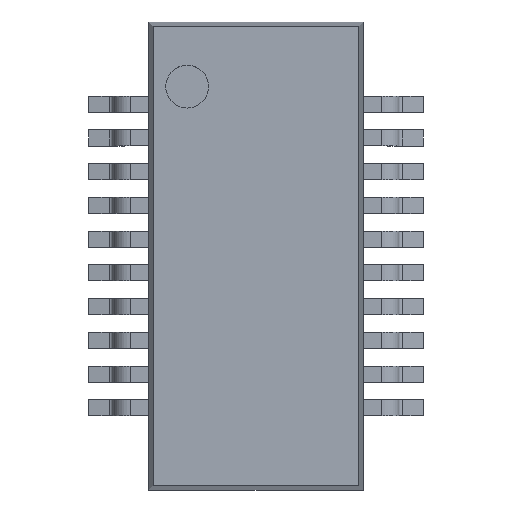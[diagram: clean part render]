
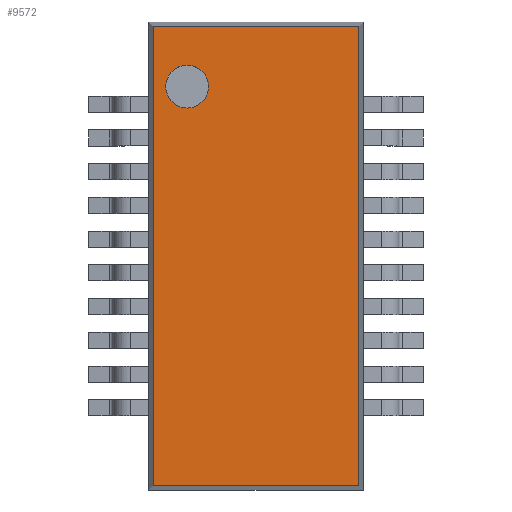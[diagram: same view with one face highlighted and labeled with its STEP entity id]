
A CAD part, top view. The second image highlights one B-rep face of the part: STEP entity #9572.
In plain terms, the highlighted planar face has unit normal (0, 0, 1).
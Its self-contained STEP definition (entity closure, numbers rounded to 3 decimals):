
#9379=CARTESIAN_POINT('',(-0.885,3.163,1.75));
#9380=VERTEX_POINT('',#9379);
#9389=CARTESIAN_POINT('',(-1.685,3.163,1.75));
#9390=VERTEX_POINT('',#9389);
#9391=CARTESIAN_POINT('',(-1.285,3.163,1.75));
#9392=DIRECTION('',(0.0,0.0,-1.0));
#9393=DIRECTION('',(1.0,0.0,0.0));
#9394=AXIS2_PLACEMENT_3D('',#9391,#9392,#9393);
#9395=CIRCLE('',#9394,0.4);
#9396=EDGE_CURVE('',#9390,#9380,#9395,.T.);
#9421=CARTESIAN_POINT('',(1.918,4.288,1.75));
#9422=VERTEX_POINT('',#9421);
#9431=CARTESIAN_POINT('',(1.918,-4.288,1.75));
#9432=VERTEX_POINT('',#9431);
#9433=CARTESIAN_POINT('',(1.918,-4.288,1.75));
#9434=DIRECTION('',(0.0,1.0,0.0));
#9435=VECTOR('',#9434,8.575);
#9436=LINE('',#9433,#9435);
#9437=EDGE_CURVE('',#9432,#9422,#9436,.T.);
#9462=CARTESIAN_POINT('',(-1.918,-4.288,1.75));
#9463=VERTEX_POINT('',#9462);
#9464=CARTESIAN_POINT('',(-1.918,-4.288,1.75));
#9465=DIRECTION('',(1.0,0.0,0.0));
#9466=VECTOR('',#9465,3.835);
#9467=LINE('',#9464,#9466);
#9468=EDGE_CURVE('',#9432,#9463,#9467,.F.);
#9494=CARTESIAN_POINT('',(-1.918,4.288,1.75));
#9495=VERTEX_POINT('',#9494);
#9509=CARTESIAN_POINT('',(-1.918,4.288,1.75));
#9510=DIRECTION('',(0.0,-1.0,0.0));
#9511=VECTOR('',#9510,8.575);
#9512=LINE('',#9509,#9511);
#9513=EDGE_CURVE('',#9463,#9495,#9512,.F.);
#9532=CARTESIAN_POINT('',(-1.285,3.163,1.75));
#9533=DIRECTION('',(0.0,0.0,-1.0));
#9534=DIRECTION('',(1.0,0.0,0.0));
#9535=AXIS2_PLACEMENT_3D('',#9532,#9533,#9534);
#9536=CIRCLE('',#9535,0.4);
#9537=EDGE_CURVE('',#9380,#9390,#9536,.T.);
#9552=CARTESIAN_POINT('',(1.92,-1.183,1.75));
#9553=DIRECTION('',(0.0,0.0,1.0));
#9554=DIRECTION('',(1.0,0.0,0.0));
#9555=AXIS2_PLACEMENT_3D('',#9552,#9553,#9554);
#9556=PLANE('',#9555);
#9557=CARTESIAN_POINT('',(1.918,4.288,1.75));
#9558=DIRECTION('',(-1.0,0.0,0.0));
#9559=VECTOR('',#9558,3.835);
#9560=LINE('',#9557,#9559);
#9561=EDGE_CURVE('',#9495,#9422,#9560,.F.);
#9562=ORIENTED_EDGE('',*,*,#9561,.F.);
#9563=ORIENTED_EDGE('',*,*,#9513,.F.);
#9564=ORIENTED_EDGE('',*,*,#9468,.F.);
#9565=ORIENTED_EDGE('',*,*,#9437,.T.);
#9566=EDGE_LOOP('',(#9562,#9563,#9564,#9565));
#9567=FACE_OUTER_BOUND('',#9566,.T.);
#9568=ORIENTED_EDGE('',*,*,#9537,.T.);
#9569=ORIENTED_EDGE('',*,*,#9396,.T.);
#9570=EDGE_LOOP('',(#9568,#9569));
#9571=FACE_BOUND('',#9570,.T.);
#9572=ADVANCED_FACE('',(#9567,#9571),#9556,.T.);
